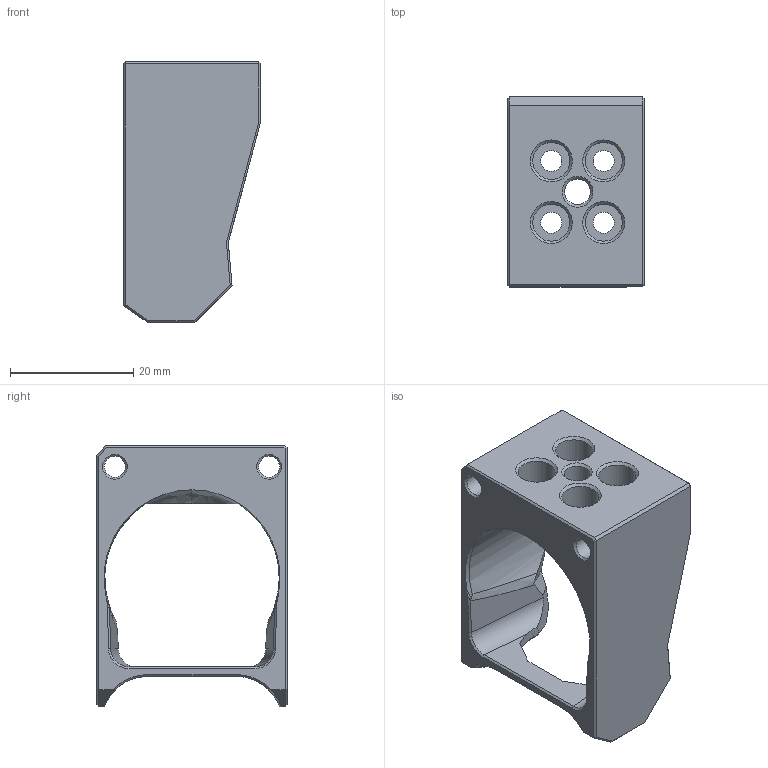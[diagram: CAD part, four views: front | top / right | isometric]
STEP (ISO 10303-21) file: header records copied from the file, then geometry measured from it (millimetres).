
FILE_DESCRIPTION(/* description */ (''),/* implementation_level */ '2;1');
FILE_NAME(/* name */ 'FS_Hotend_Mount_Revo_Voron.step',/* time_stamp */ '2023-01-19T08:13:29-08:00',/* author */ (''),/* organization */ (''),/* preprocessor_version */ 'ST-DEVELOPER v19.2',/* originating_system */ 'Autodesk Translation Framework v11.17.0.187',/* authorisation */ '');
FILE_SCHEMA (('AUTOMOTIVE_DESIGN { 1 0 10303 214 3 1 1 }'));
Length unit declared in the file: millimetre
Products named in the file (1): FS_Hotend_Mount_Revo_Voron
Bounding box: 22.19 x 30.8 x 42.4 mm (x, y, z)
Volume: 8728.3 mm3; surface area: 6207.8 mm2
Topology: 1 solids, 1 shells, 178 faces, 459 edges, 292 vertices
Faces by surface type: plane 106, bspline 40, cylinder 21, cone 11
Full cylindrical faces by diameter (mm): 3.4 x6, 4.2 x1, 6 x4
Entity records: 6923 total; most frequent: CARTESIAN_POINT 2782, ORIENTED_EDGE 918, DIRECTION 710, EDGE_CURVE 459, VERTEX_POINT 292, LINE 288, VECTOR 288, AXIS2_PLACEMENT_3D 211
